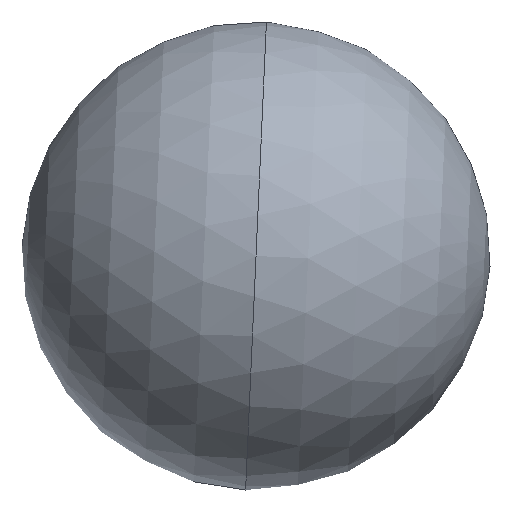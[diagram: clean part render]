
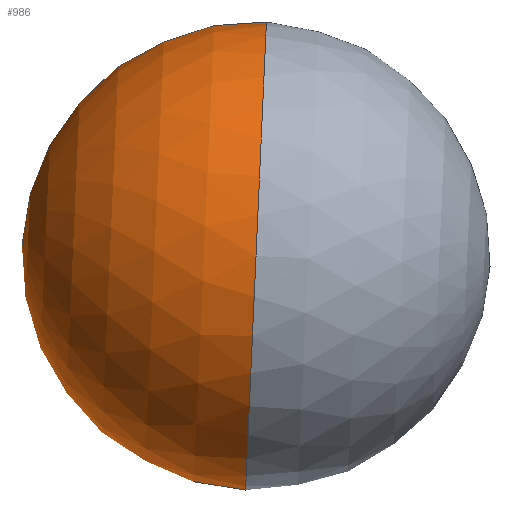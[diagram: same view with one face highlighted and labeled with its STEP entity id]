
A CAD part, front view. The second image highlights one B-rep face of the part: STEP entity #986.
In plain terms, the highlighted spherical face has radius 10 mm.
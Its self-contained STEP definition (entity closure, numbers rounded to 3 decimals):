
#21 = CIRCLE ( 'NONE', #2232, 3.03 ) ;
#53 = CARTESIAN_POINT ( 'NONE',  ( 9.53, 0., -3.03 ) ) ;
#69 = CARTESIAN_POINT ( 'NONE',  ( 0., 0., 0. ) ) ;
#90 = EDGE_CURVE ( 'NONE', #825, #1601, #1523, .T. ) ;
#104 = DIRECTION ( 'NONE',  ( 0., 0., 1. ) ) ;
#107 = VERTEX_POINT ( 'NONE', #53 ) ;
#245 = ORIENTED_EDGE ( 'NONE', *, *, #1375, .T. ) ;
#247 = DIRECTION ( 'NONE',  ( 0., 0., 1. ) ) ;
#291 = DIRECTION ( 'NONE',  ( 1., 0., 0. ) ) ;
#300 = CIRCLE ( 'NONE', #2175, 10. ) ;
#314 = AXIS2_PLACEMENT_3D ( 'NONE', #1195, #1399, #291 ) ;
#447 = EDGE_CURVE ( 'NONE', #825, #977, #1445, .T. ) ;
#565 = VERTEX_POINT ( 'NONE', #1057 ) ;
#577 = FACE_OUTER_BOUND ( 'NONE', #1145, .T. ) ;
#663 = CARTESIAN_POINT ( 'NONE',  ( 9.53, 0., 0. ) ) ;
#739 = CARTESIAN_POINT ( 'NONE',  ( 0., -10., 0. ) ) ;
#773 = DIRECTION ( 'NONE',  ( -1., 0., 0. ) ) ;
#778 = CARTESIAN_POINT ( 'NONE',  ( 9.53, 0., 0. ) ) ;
#791 = DIRECTION ( 'NONE',  ( 1., 0., 0. ) ) ;
#825 = VERTEX_POINT ( 'NONE', #739 ) ;
#866 = EDGE_CURVE ( 'NONE', #565, #1601, #300, .T. ) ;
#977 = VERTEX_POINT ( 'NONE', #1517 ) ;
#982 = DIRECTION ( 'NONE',  ( 0., 0., -1. ) ) ;
#986 = ADVANCED_FACE ( 'NONE', ( #577 ), #1856, .T. ) ;
#1044 = DIRECTION ( 'NONE',  ( -1., 0., 0. ) ) ;
#1057 = CARTESIAN_POINT ( 'NONE',  ( 9.53, 3.03, 0. ) ) ;
#1078 = AXIS2_PLACEMENT_3D ( 'NONE', #69, #1158, #1337 ) ;
#1130 = ORIENTED_EDGE ( 'NONE', *, *, #447, .F. ) ;
#1145 = EDGE_LOOP ( 'NONE', ( #1130, #2010, #1378, #245, #1330 ) ) ;
#1158 = DIRECTION ( 'NONE',  ( 0., 0., -1. ) ) ;
#1195 = CARTESIAN_POINT ( 'NONE',  ( 0., 0., 0. ) ) ;
#1197 = DIRECTION ( 'NONE',  ( 0., 0., 1. ) ) ;
#1330 = ORIENTED_EDGE ( 'NONE', *, *, #1422, .T. ) ;
#1337 = DIRECTION ( 'NONE',  ( 1., 0., 0. ) ) ;
#1375 = EDGE_CURVE ( 'NONE', #565, #107, #21, .T. ) ;
#1378 = ORIENTED_EDGE ( 'NONE', *, *, #866, .F. ) ;
#1394 = CARTESIAN_POINT ( 'NONE',  ( 0., 10., 0. ) ) ;
#1399 = DIRECTION ( 'NONE',  ( 0., 0., 1. ) ) ;
#1422 = EDGE_CURVE ( 'NONE', #107, #977, #1831, .T. ) ;
#1445 = CIRCLE ( 'NONE', #314, 10. ) ;
#1517 = CARTESIAN_POINT ( 'NONE',  ( 9.53, -3.03, 0. ) ) ;
#1523 = CIRCLE ( 'NONE', #1822, 10. ) ;
#1543 = AXIS2_PLACEMENT_3D ( 'NONE', #663, #2037, #104 ) ;
#1601 = VERTEX_POINT ( 'NONE', #1394 ) ;
#1713 = CARTESIAN_POINT ( 'NONE',  ( 0., 0., 0. ) ) ;
#1822 = AXIS2_PLACEMENT_3D ( 'NONE', #1873, #982, #773 ) ;
#1831 = CIRCLE ( 'NONE', #1543, 3.03 ) ;
#1856 = SPHERICAL_SURFACE ( 'NONE', #1078, 10. ) ;
#1873 = CARTESIAN_POINT ( 'NONE',  ( 0., 0., 0. ) ) ;
#2010 = ORIENTED_EDGE ( 'NONE', *, *, #90, .T. ) ;
#2037 = DIRECTION ( 'NONE',  ( -1., 0., 0. ) ) ;
#2175 = AXIS2_PLACEMENT_3D ( 'NONE', #1713, #247, #791 ) ;
#2232 = AXIS2_PLACEMENT_3D ( 'NONE', #778, #1044, #1197 ) ;
